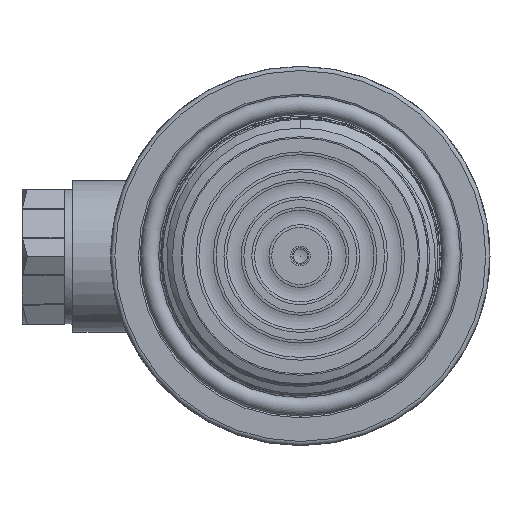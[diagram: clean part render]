
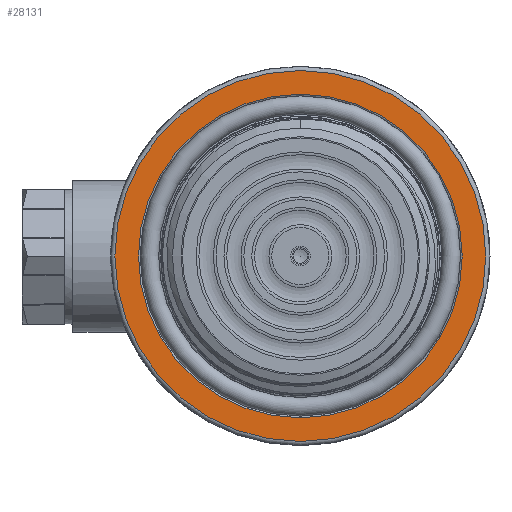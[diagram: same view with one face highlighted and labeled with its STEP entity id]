
A CAD part, left-side view. The second image highlights one B-rep face of the part: STEP entity #28131.
In plain terms, the highlighted planar face has unit normal (-1, 0, 0).
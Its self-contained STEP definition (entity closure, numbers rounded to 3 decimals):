
#1185=FACE_BOUND('',#5002,.T.);
#1822=PLANE('',#29804);
#3345=FACE_OUTER_BOUND('',#5001,.T.);
#5001=EDGE_LOOP('',(#26330));
#5002=EDGE_LOOP('',(#26331));
#5595=CIRCLE('',#29802,19.2);
#5597=CIRCLE('',#29805,22.);
#13747=VERTEX_POINT('',#78831);
#13748=VERTEX_POINT('',#78835);
#17944=EDGE_CURVE('',#13747,#13747,#5595,.T.);
#17946=EDGE_CURVE('',#13748,#13748,#5597,.T.);
#26330=ORIENTED_EDGE('',*,*,#17946,.F.);
#26331=ORIENTED_EDGE('',*,*,#17944,.T.);
#28131=ADVANCED_FACE('',(#3345,#1185),#1822,.T.);
#29802=AXIS2_PLACEMENT_3D('',#78832,#34950,#34951);
#29804=AXIS2_PLACEMENT_3D('',#78834,#34954,#34955);
#29805=AXIS2_PLACEMENT_3D('',#78836,#34956,#34957);
#34950=DIRECTION('center_axis',(1.,0.,0.));
#34951=DIRECTION('ref_axis',(0.,-1.,0.));
#34954=DIRECTION('center_axis',(-1.,0.,0.));
#34955=DIRECTION('ref_axis',(0.,1.,0.));
#34956=DIRECTION('center_axis',(1.,0.,0.));
#34957=DIRECTION('ref_axis',(0.,-1.,0.));
#78831=CARTESIAN_POINT('',(19.,19.2,0.));
#78832=CARTESIAN_POINT('Origin',(19.,0.,0.));
#78834=CARTESIAN_POINT('Origin',(19.,0.,-22.));
#78835=CARTESIAN_POINT('',(19.,0.,22.));
#78836=CARTESIAN_POINT('Origin',(19.,0.,0.));
